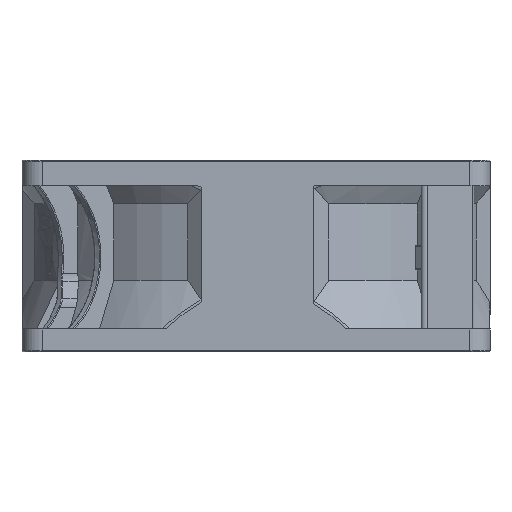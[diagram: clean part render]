
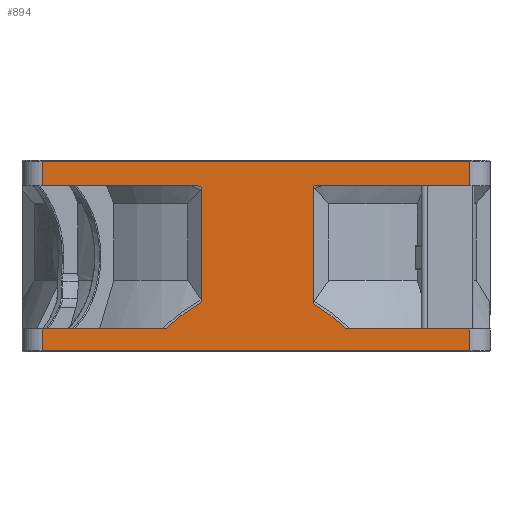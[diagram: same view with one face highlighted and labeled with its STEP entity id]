
A CAD part, left-side view. The second image highlights one B-rep face of the part: STEP entity #894.
In plain terms, the highlighted planar face has unit normal (-1, 0, 0).
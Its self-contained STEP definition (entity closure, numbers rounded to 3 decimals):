
#894=ADVANCED_FACE('',(#2348),#1945,.T.);
#1945=PLANE('',#19596);
#2348=FACE_OUTER_BOUND('',#3456,.T.);
#3456=EDGE_LOOP('',(#8469,#8470,#8471,#8472,#8473,#8474,#8475,#8476,#8477,
#8478,#8479,#8480,#8481,#8482,#8483,#8484));
#4589=LINE('',#29045,#5879);
#4599=LINE('',#29144,#5889);
#4662=LINE('',#29666,#5952);
#4679=LINE('',#29844,#5969);
#4700=LINE('',#29929,#5990);
#4701=LINE('',#29931,#5991);
#4702=LINE('',#29933,#5992);
#4703=LINE('',#29940,#5993);
#4704=LINE('',#29947,#5994);
#4705=LINE('',#29949,#5995);
#4706=LINE('',#29951,#5996);
#4707=LINE('',#29958,#5997);
#5879=VECTOR('',#21581,1.);
#5889=VECTOR('',#21615,1.);
#5952=VECTOR('',#21868,1.);
#5969=VECTOR('',#21921,1.);
#5990=VECTOR('',#21984,1.);
#5991=VECTOR('',#21987,1.);
#5992=VECTOR('',#21988,1.);
#5993=VECTOR('',#21989,1.);
#5994=VECTOR('',#21990,1.);
#5995=VECTOR('',#21991,1.);
#5996=VECTOR('',#21992,1.);
#5997=VECTOR('',#21993,1.);
#7278=B_SPLINE_CURVE_WITH_KNOTS('',3,(#29934,#29935,#29936,#29937,#29938),
 .UNSPECIFIED.,.F.,.F.,(4,1,4),(0.,0.5,1.),.UNSPECIFIED.);
#7279=B_SPLINE_CURVE_WITH_KNOTS('',3,(#29942,#29943,#29944,#29945,#29946),
 .UNSPECIFIED.,.F.,.F.,(4,1,4),(0.,0.5,1.),.UNSPECIFIED.);
#7280=B_SPLINE_CURVE_WITH_KNOTS('',3,(#29952,#29953,#29954,#29955,#29956),
 .UNSPECIFIED.,.F.,.F.,(4,1,4),(0.,0.5,1.),.UNSPECIFIED.);
#7281=B_SPLINE_CURVE_WITH_KNOTS('',3,(#29960,#29961,#29962,#29963,#29964,
#29965),.UNSPECIFIED.,.F.,.F.,(4,1,1,4),(0.,0.333,0.667,
1.),.UNSPECIFIED.);
#8469=ORIENTED_EDGE('',*,*,#15835,.T.);
#8470=ORIENTED_EDGE('',*,*,#16079,.F.);
#8471=ORIENTED_EDGE('',*,*,#16080,.T.);
#8472=ORIENTED_EDGE('',*,*,#16081,.T.);
#8473=ORIENTED_EDGE('',*,*,#15810,.T.);
#8474=ORIENTED_EDGE('',*,*,#16082,.T.);
#8475=ORIENTED_EDGE('',*,*,#16083,.T.);
#8476=ORIENTED_EDGE('',*,*,#16084,.T.);
#8477=ORIENTED_EDGE('',*,*,#16001,.T.);
#8478=ORIENTED_EDGE('',*,*,#16085,.F.);
#8479=ORIENTED_EDGE('',*,*,#16086,.T.);
#8480=ORIENTED_EDGE('',*,*,#16087,.T.);
#8481=ORIENTED_EDGE('',*,*,#16043,.T.);
#8482=ORIENTED_EDGE('',*,*,#16088,.T.);
#8483=ORIENTED_EDGE('',*,*,#16089,.T.);
#8484=ORIENTED_EDGE('',*,*,#16090,.T.);
#13936=VERTEX_POINT('',#29044);
#13937=VERTEX_POINT('',#29046);
#13961=VERTEX_POINT('',#29143);
#13962=VERTEX_POINT('',#29145);
#14118=VERTEX_POINT('',#29665);
#14119=VERTEX_POINT('',#29667);
#14160=VERTEX_POINT('',#29843);
#14161=VERTEX_POINT('',#29845);
#14182=VERTEX_POINT('',#29926);
#14183=VERTEX_POINT('',#29932);
#14184=VERTEX_POINT('',#29939);
#14185=VERTEX_POINT('',#29941);
#14186=VERTEX_POINT('',#29948);
#14187=VERTEX_POINT('',#29950);
#14188=VERTEX_POINT('',#29957);
#14189=VERTEX_POINT('',#29959);
#15810=EDGE_CURVE('',#13937,#13936,#4589,.T.);
#15835=EDGE_CURVE('',#13962,#13961,#4599,.T.);
#16001=EDGE_CURVE('',#14119,#14118,#4662,.T.);
#16043=EDGE_CURVE('',#14161,#14160,#4679,.T.);
#16079=EDGE_CURVE('',#14182,#13961,#4700,.T.);
#16080=EDGE_CURVE('',#14182,#14183,#4701,.T.);
#16081=EDGE_CURVE('',#14183,#13937,#4702,.T.);
#16082=EDGE_CURVE('',#13936,#14184,#7278,.T.);
#16083=EDGE_CURVE('',#14184,#14185,#4703,.T.);
#16084=EDGE_CURVE('',#14185,#14119,#7279,.T.);
#16085=EDGE_CURVE('',#14186,#14118,#4704,.T.);
#16086=EDGE_CURVE('',#14186,#14187,#4705,.T.);
#16087=EDGE_CURVE('',#14187,#14161,#4706,.T.);
#16088=EDGE_CURVE('',#14160,#14188,#7280,.T.);
#16089=EDGE_CURVE('',#14188,#14189,#4707,.T.);
#16090=EDGE_CURVE('',#14189,#13962,#7281,.T.);
#19596=AXIS2_PLACEMENT_3D('',#29966,#21994,#21995);
#21581=DIRECTION('',(0.,1.,0.));
#21615=DIRECTION('',(0.,1.,0.));
#21868=DIRECTION('',(0.,-1.,0.));
#21921=DIRECTION('',(0.,-1.,0.));
#21984=DIRECTION('',(0.,0.,1.));
#21987=DIRECTION('',(0.,-1.,0.));
#21988=DIRECTION('',(0.,0.,1.));
#21989=DIRECTION('',(0.,0.,1.));
#21990=DIRECTION('',(0.,0.,-1.));
#21991=DIRECTION('',(0.,1.,0.));
#21992=DIRECTION('',(0.,0.,-1.));
#21993=DIRECTION('',(0.,0.,-1.));
#21994=DIRECTION('',(-1.,0.,0.));
#21995=DIRECTION('',(0.,-1.,0.));
#29044=CARTESIAN_POINT('',(-46.,-17.827,4.5));
#29045=CARTESIAN_POINT('',(-46.,-42.,4.5));
#29046=CARTESIAN_POINT('',(-46.,-42.,4.5));
#29143=CARTESIAN_POINT('',(-46.,42.,4.5));
#29144=CARTESIAN_POINT('',(-46.,17.827,4.5));
#29145=CARTESIAN_POINT('',(-46.,17.827,4.5));
#29665=CARTESIAN_POINT('',(-46.,-42.,32.7));
#29666=CARTESIAN_POINT('',(-46.,-11.573,32.7));
#29667=CARTESIAN_POINT('',(-46.,-11.573,32.7));
#29843=CARTESIAN_POINT('',(-46.,11.573,32.7));
#29844=CARTESIAN_POINT('',(-46.,42.,32.7));
#29845=CARTESIAN_POINT('',(-46.,42.,32.7));
#29926=CARTESIAN_POINT('',(-46.,42.,0.2));
#29929=CARTESIAN_POINT('',(-46.,42.,0.2));
#29931=CARTESIAN_POINT('',(-46.,42.,0.2));
#29932=CARTESIAN_POINT('',(-46.,-42.,0.2));
#29933=CARTESIAN_POINT('',(-46.,-42.,0.2));
#29934=CARTESIAN_POINT('',(-46.,-17.827,4.5));
#29935=CARTESIAN_POINT('',(-46.,-16.718,5.51));
#29936=CARTESIAN_POINT('',(-46.,-14.522,7.347));
#29937=CARTESIAN_POINT('',(-46.,-12.367,8.817));
#29938=CARTESIAN_POINT('',(-46.,-11.3,9.46));
#29939=CARTESIAN_POINT('',(-46.,-11.3,9.46));
#29940=CARTESIAN_POINT('',(-46.,-11.3,9.46));
#29941=CARTESIAN_POINT('',(-46.,-11.3,32.58));
#29942=CARTESIAN_POINT('',(-46.,-11.3,32.58));
#29943=CARTESIAN_POINT('',(-46.,-11.345,32.599));
#29944=CARTESIAN_POINT('',(-46.,-11.436,32.64));
#29945=CARTESIAN_POINT('',(-46.,-11.526,32.679));
#29946=CARTESIAN_POINT('',(-46.,-11.573,32.7));
#29947=CARTESIAN_POINT('',(-46.,-42.,37.5));
#29948=CARTESIAN_POINT('',(-46.,-42.,37.5));
#29949=CARTESIAN_POINT('',(-46.,-42.,37.5));
#29950=CARTESIAN_POINT('',(-46.,42.,37.5));
#29951=CARTESIAN_POINT('',(-46.,42.,37.5));
#29952=CARTESIAN_POINT('',(-46.,11.573,32.7));
#29953=CARTESIAN_POINT('',(-46.,11.432,32.637));
#29954=CARTESIAN_POINT('',(-46.,11.146,32.513));
#29955=CARTESIAN_POINT('',(-46.,10.851,32.386));
#29956=CARTESIAN_POINT('',(-46.,10.7,32.323));
#29957=CARTESIAN_POINT('',(-46.,10.7,32.323));
#29958=CARTESIAN_POINT('',(-46.,10.7,32.323));
#29959=CARTESIAN_POINT('',(-46.,10.7,9.811));
#29960=CARTESIAN_POINT('',(-46.,10.7,9.811));
#29961=CARTESIAN_POINT('',(-46.,11.519,9.342));
#29962=CARTESIAN_POINT('',(-46.,13.139,8.317));
#29963=CARTESIAN_POINT('',(-46.,15.555,6.496));
#29964=CARTESIAN_POINT('',(-46.,17.076,5.184));
#29965=CARTESIAN_POINT('',(-46.,17.827,4.5));
#29966=CARTESIAN_POINT('',(-46.,-46.,0.));
